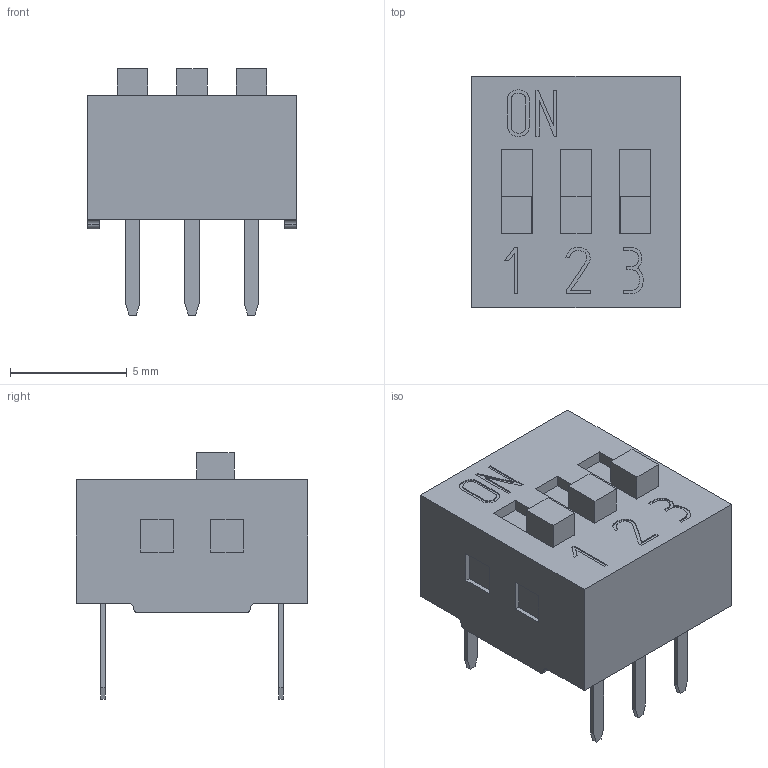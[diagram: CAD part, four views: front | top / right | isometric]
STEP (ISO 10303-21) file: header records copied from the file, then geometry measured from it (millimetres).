
FILE_DESCRIPTION(/* description */ ('Unknown'),/* implementation_level */ '2;1');
FILE_NAME(/* name */ '418117270903',/* time_stamp */ '2023-12-15T07:54:38+01:00',/* author */ ('Unknown'),/* organization */ ('Unknown'),/* preprocessor_version */ 'ST-DEVELOPER v16.7',/* originating_system */ 'Solid Edge',/* authorisation */ 'Unknown');
FILE_SCHEMA (('AUTOMOTIVE_DESIGN {1 0 10303 214 3 1 1}'));
Length unit declared in the file: millimetre
Products named in the file (4): 418117270903; Base_switch; clip; base
Assembly tree (5 placements, depth 2):
  418117270903
    Base_switch
    clip  x3
    base
Bounding box: 8.92 x 9.9 x 10.55 mm (x, y, z)
Volume: 326.7 mm3; surface area: 1058.4 mm2
Topology: 5 solids, 5 shells, 198 faces, 507 edges, 338 vertices
Faces by surface type: plane 177, cylinder 11, bspline 10
Entity records: 6466 total; most frequent: CARTESIAN_POINT 1467, ORIENTED_EDGE 842, DIRECTION 689, EDGE_CURVE 421, LINE 333, VECTOR 333, VERTEX_POINT 282, EDGE_LOOP 189
